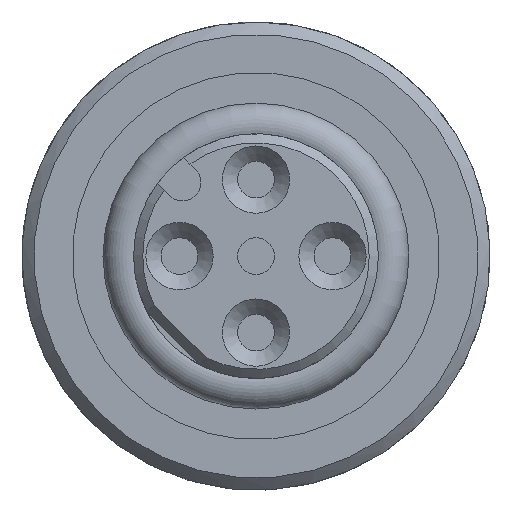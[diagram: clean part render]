
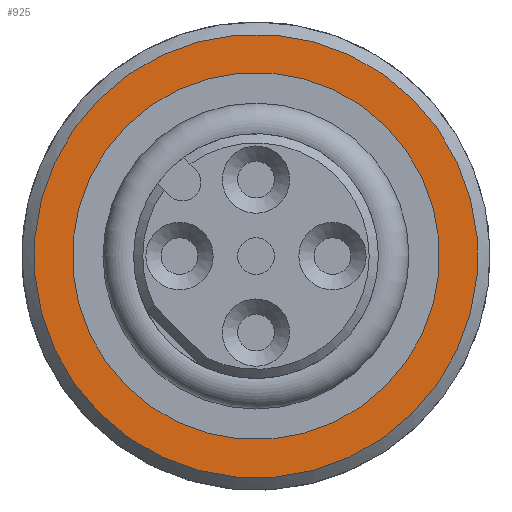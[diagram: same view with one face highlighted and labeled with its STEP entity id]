
A CAD part, front view. The second image highlights one B-rep face of the part: STEP entity #925.
In plain terms, the highlighted planar face has unit normal (0, -1, 0).
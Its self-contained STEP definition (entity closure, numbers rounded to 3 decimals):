
#73=CARTESIAN_POINT('',(-4.243,-41.05,-4.243));
#74=VERTEX_POINT('',#73);
#75=CARTESIAN_POINT('',(0.,-41.05,0.));
#76=DIRECTION('',(0.,-1.,0.));
#77=DIRECTION('',(-0.982,0.,-0.191));
#78=AXIS2_PLACEMENT_3D('',#75,#76,#77);
#79=CIRCLE('',#78,6.);
#80=EDGE_CURVE('',#74,#74,#79,.T.);
#795=CARTESIAN_POINT('',(5.127,-41.05,5.127));
#796=VERTEX_POINT('',#795);
#797=CARTESIAN_POINT('',(0.,-41.05,0.));
#798=DIRECTION('',(0.,1.,0.));
#799=DIRECTION('',(-0.707,0.,-0.707));
#800=AXIS2_PLACEMENT_3D('',#797,#798,#799);
#801=CIRCLE('',#800,7.25);
#802=EDGE_CURVE('',#796,#796,#801,.T.);
#914=CARTESIAN_POINT('',(-7.975,-41.05,0.));
#915=DIRECTION('',(0.,-1.,0.));
#916=DIRECTION('',(0.,0.,-1.));
#917=AXIS2_PLACEMENT_3D('',#914,#915,#916);
#918=PLANE('',#917);
#919=ORIENTED_EDGE('',*,*,#802,.F.);
#920=EDGE_LOOP('',(#919));
#921=FACE_OUTER_BOUND('',#920,.T.);
#922=ORIENTED_EDGE('',*,*,#80,.F.);
#923=EDGE_LOOP('',(#922));
#924=FACE_BOUND('',#923,.T.);
#925=ADVANCED_FACE('',(#921,#924),#918,.T.);
